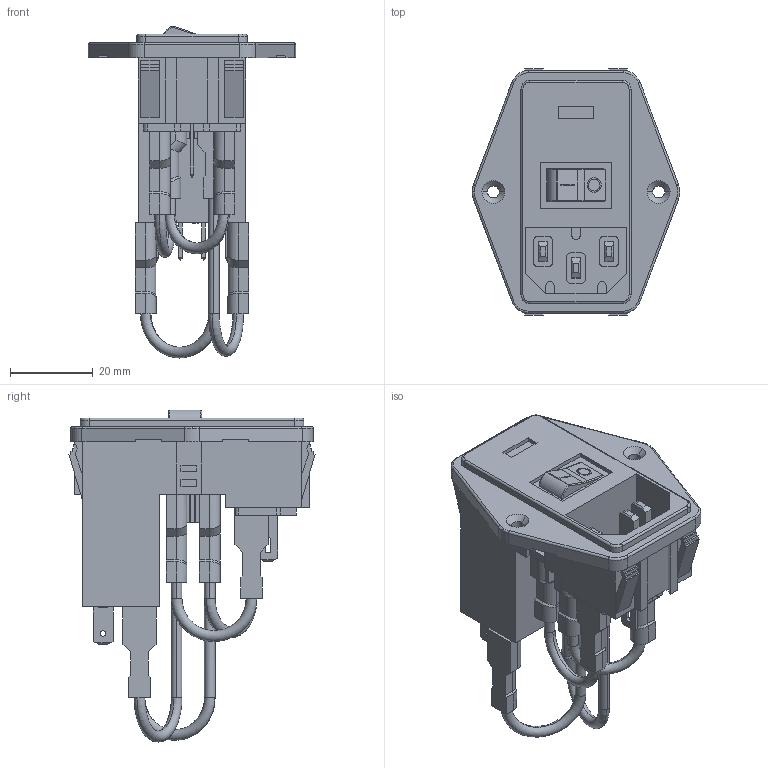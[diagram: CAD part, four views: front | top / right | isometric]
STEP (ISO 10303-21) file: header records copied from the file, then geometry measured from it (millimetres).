
FILE_DESCRIPTION (( 'STEP AP214' ), '1' );
FILE_NAME ('83543550.STEP', '2013-07-31T21:17:40', ( 'ATS DESKTOP 3' ), ( 'Microsoft' ), 'SwSTEP 2.0', 'SolidWorks 2013', '' );
FILE_SCHEMA (( 'AUTOMOTIVE_DESIGN' ));
Length unit declared in the file: inch
Products named in the file (7): Part14^83543550; Part13^83543550; Part12^83543550; Part11^83543550; 83543550 CONNECTOR; 83543050; 83543550
Assembly tree (13 placements, depth 2):
  83543550
    83543050
    83543550 CONNECTOR  x8
    Part11^83543550
    Part12^83543550
    Part13^83543550
    Part14^83543550
Bounding box: 50.29 x 59.52 x 80.32 mm (x, y, z)
Volume: 43151.3 mm3; surface area: 23009.9 mm2
Topology: 13 solids, 13 shells, 860 faces, 2205 edges, 1428 vertices
Faces by surface type: plane 589, cylinder 205, bspline 54, torus 8, cone 4
Entity records: 25902 total; most frequent: CARTESIAN_POINT 6274, ORIENTED_EDGE 3552, DIRECTION 3189, EDGE_CURVE 1776, VECTOR 1413, LINE 1413, VERTEX_POINT 1169, AXIS2_PLACEMENT_3D 888
